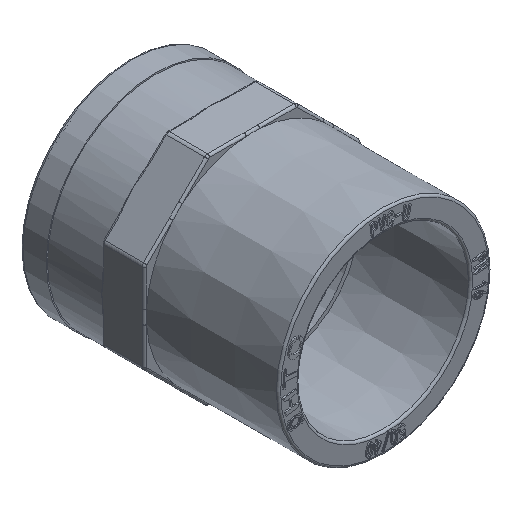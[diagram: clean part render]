
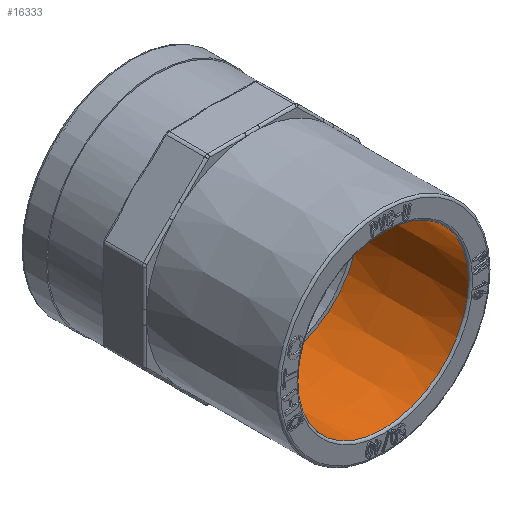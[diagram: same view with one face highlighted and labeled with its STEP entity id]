
A CAD part, isometric view. The second image highlights one B-rep face of the part: STEP entity #16333.
In plain terms, the highlighted conical face has half-angle 0.441 degrees and reference radius 20.15 mm.
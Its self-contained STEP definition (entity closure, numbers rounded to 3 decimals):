
#57=CONICAL_SURFACE('',#17278,20.15,0.008);
#907=FACE_OUTER_BOUND('',#1805,.T.);
#1805=EDGE_LOOP('',(#12089,#12090,#12091,#12092));
#2698=CIRCLE('',#17276,20.146);
#2700=CIRCLE('',#17279,19.95);
#3464=LINE('',#29789,#5643);
#5643=VECTOR('',#18923,20.15);
#7918=VERTEX_POINT('',#29783);
#7919=VERTEX_POINT('',#29787);
#9562=EDGE_CURVE('',#7918,#7918,#2698,.T.);
#9564=EDGE_CURVE('',#7919,#7919,#2700,.T.);
#9565=EDGE_CURVE('',#7919,#7918,#3464,.T.);
#12089=ORIENTED_EDGE('',*,*,#9564,.T.);
#12090=ORIENTED_EDGE('',*,*,#9565,.T.);
#12091=ORIENTED_EDGE('',*,*,#9562,.T.);
#12092=ORIENTED_EDGE('',*,*,#9565,.F.);
#16333=ADVANCED_FACE('',(#907),#57,.F.);
#17276=AXIS2_PLACEMENT_3D('',#29784,#18915,#18916);
#17278=AXIS2_PLACEMENT_3D('',#29786,#18919,#18920);
#17279=AXIS2_PLACEMENT_3D('',#29788,#18921,#18922);
#18915=DIRECTION('center_axis',(0.,-1.,0.));
#18916=DIRECTION('ref_axis',(0.,0.,-1.));
#18919=DIRECTION('center_axis',(0.,-1.,0.));
#18920=DIRECTION('ref_axis',(0.,0.,1.));
#18921=DIRECTION('center_axis',(0.,1.,0.));
#18922=DIRECTION('ref_axis',(0.,0.,1.));
#18923=DIRECTION('',(0.,-1.,-0.008));
#29783=CARTESIAN_POINT('',(0.,-59.004,-20.146));
#29784=CARTESIAN_POINT('Origin',(0.,-59.004,0.));
#29786=CARTESIAN_POINT('Origin',(0.,-59.5,0.));
#29787=CARTESIAN_POINT('',(0.,-33.5,-19.95));
#29788=CARTESIAN_POINT('Origin',(0.,-33.5,0.));
#29789=CARTESIAN_POINT('',(0.,-59.5,-20.15));
